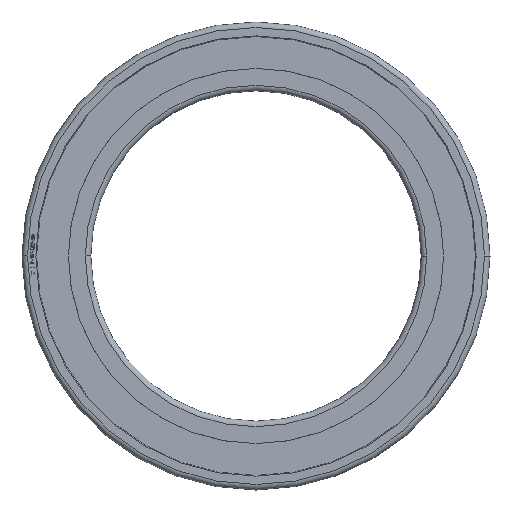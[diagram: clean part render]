
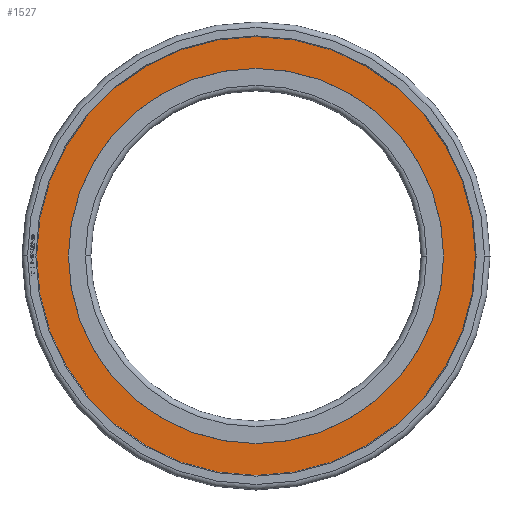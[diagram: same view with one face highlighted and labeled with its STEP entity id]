
A CAD part, left-side view. The second image highlights one B-rep face of the part: STEP entity #1527.
In plain terms, the highlighted planar face has unit normal (-1, 0, 0).
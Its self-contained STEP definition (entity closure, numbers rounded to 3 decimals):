
#1527=ADVANCED_FACE('',(#3141,#3142),#3143,.T.);
#3141=FACE_OUTER_BOUND('',#4749,.T.);
#3142=FACE_BOUND('',#4750,.T.);
#3143=PLANE('',#4751);
#4749=EDGE_LOOP('',(#10095,#10096));
#4750=EDGE_LOOP('',(#10097,#10098));
#4751=AXIS2_PLACEMENT_3D('',#10099,#10100,#10101);
#10095=ORIENTED_EDGE('',*,*,#10119,.F.);
#10096=ORIENTED_EDGE('',*,*,#10463,.F.);
#10097=ORIENTED_EDGE('',*,*,#12282,.T.);
#10098=ORIENTED_EDGE('',*,*,#10469,.T.);
#10099=CARTESIAN_POINT('',(-5.98,37.024,0.));
#10100=DIRECTION('',(-1.0,0.,0.));
#10101=DIRECTION('',(0.,1.0,0.));
#10119=EDGE_CURVE('',#12299,#12301,#12302,.T.);
#10463=EDGE_CURVE('',#12301,#12299,#12918,.T.);
#10469=EDGE_CURVE('',#12926,#12923,#12927,.T.);
#12282=EDGE_CURVE('',#12923,#12926,#15585,.T.);
#12299=VERTEX_POINT('',#15602);
#12301=VERTEX_POINT('',#15604);
#12302=CIRCLE('',#15605,39.975);
#12918=CIRCLE('',#17445,39.975);
#12923=VERTEX_POINT('',#17450);
#12926=VERTEX_POINT('',#17454);
#12927=CIRCLE('',#17455,34.073);
#15585=CIRCLE('',#26640,34.073);
#15602=CARTESIAN_POINT('',(-5.98,39.975,0.));
#15604=CARTESIAN_POINT('',(-5.98,-39.975,0.));
#15605=AXIS2_PLACEMENT_3D('',#26662,#26663,#26664);
#17445=AXIS2_PLACEMENT_3D('',#27079,#27080,#27081);
#17450=CARTESIAN_POINT('',(-5.98,34.073,0.));
#17454=CARTESIAN_POINT('',(-5.98,-34.073,0.));
#17455=AXIS2_PLACEMENT_3D('',#27089,#27090,#27091);
#26640=AXIS2_PLACEMENT_3D('',#28461,#28462,#28463);
#26662=CARTESIAN_POINT('',(-5.98,0.,0.));
#26663=DIRECTION('',(1.0,0.,0.));
#26664=DIRECTION('',(0.,1.0,0.));
#27079=CARTESIAN_POINT('',(-5.98,0.,0.));
#27080=DIRECTION('',(1.0,0.,0.));
#27081=DIRECTION('',(0.,1.0,0.));
#27089=CARTESIAN_POINT('',(-5.98,0.,0.));
#27090=DIRECTION('',(1.0,0.,0.));
#27091=DIRECTION('',(0.,1.0,0.));
#28461=CARTESIAN_POINT('',(-5.98,0.,0.));
#28462=DIRECTION('',(1.0,0.,0.));
#28463=DIRECTION('',(0.,1.0,0.));
